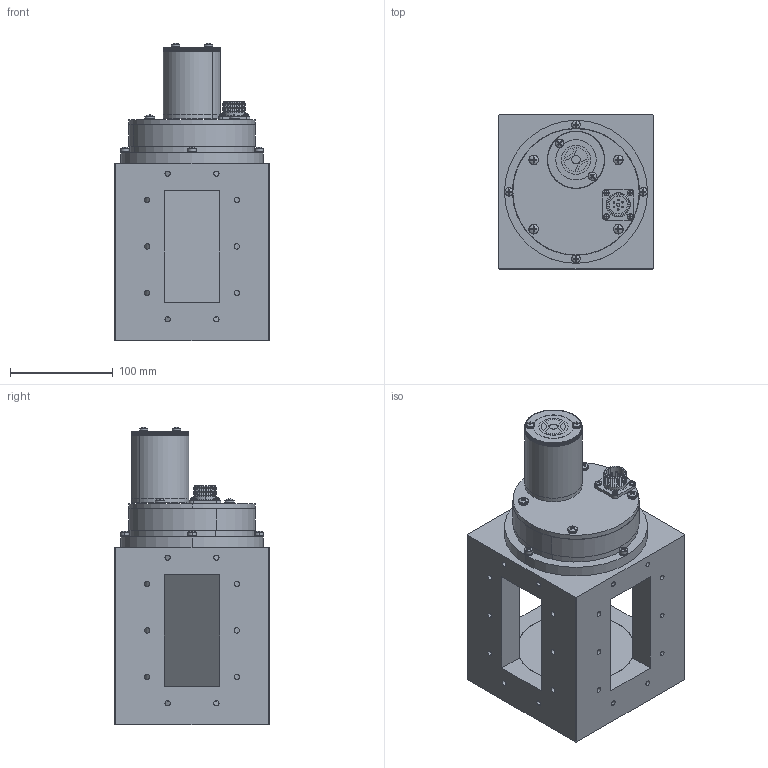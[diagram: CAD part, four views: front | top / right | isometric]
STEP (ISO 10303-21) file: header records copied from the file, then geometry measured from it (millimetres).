
FILE_DESCRIPTION (( 'STEP AP203' ), '1' );
FILE_NAME ('4AF SW MODEL.STEP', '2012-05-14T17:15:36', ( '' ), ( '' ), 'SwSTEP 2.0', 'SolidWorks 2012', '' );
FILE_SCHEMA (( 'CONFIG_CONTROL_DESIGN' ));
Length unit declared in the file: inch
Products named in the file (1): 4AF SW MODEL
Bounding box: 150.5 x 150.5 x 290.41 mm (x, y, z)
Surface area: 309254.1 mm2 (no closed solid volume)
Topology: 0 solids, 44 shells, 905 faces, 2679 edges, 1796 vertices
Faces by surface type: cylinder 630, plane 183, torus 36, cone 28, sphere 28
Entity records: 31141 total; most frequent: DIRECTION 6203, CARTESIAN_POINT 5381, ORIENTED_EDGE 4902, EDGE_CURVE 2679, AXIS2_PLACEMENT_3D 2618, VERTEX_POINT 1796, CIRCLE 1712, EDGE_LOOP 990
